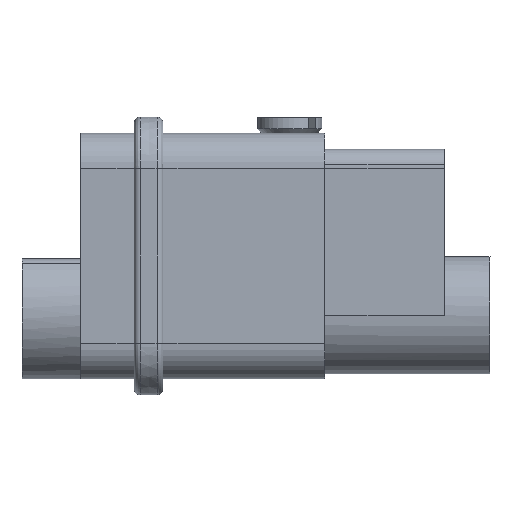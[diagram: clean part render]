
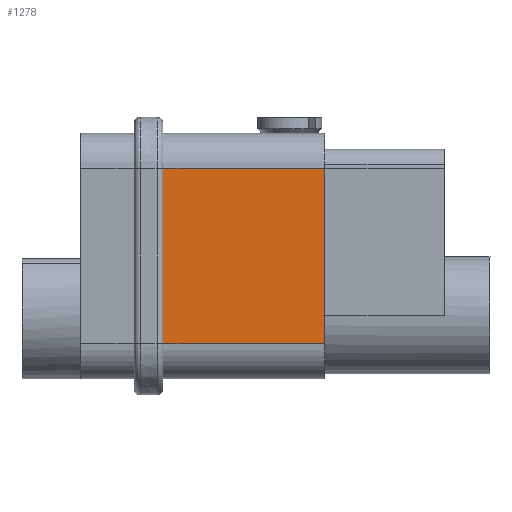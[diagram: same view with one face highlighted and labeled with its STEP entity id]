
A CAD part, left-side view. The second image highlights one B-rep face of the part: STEP entity #1278.
In plain terms, the highlighted planar face has unit normal (-1, 0, 0).
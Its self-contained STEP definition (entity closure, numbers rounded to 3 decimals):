
#1278=ADVANCED_FACE('',(#1858),#1543,.T.);
#1543=PLANE('',#7844);
#1858=FACE_OUTER_BOUND('',#2267,.T.);
#2267=EDGE_LOOP('',(#3825,#3826,#3827,#3828,#3829,#3830));
#3825=ORIENTED_EDGE('',*,*,#5618,.T.);
#3826=ORIENTED_EDGE('',*,*,#5156,.F.);
#3827=ORIENTED_EDGE('',*,*,#5619,.T.);
#3828=ORIENTED_EDGE('',*,*,#5150,.T.);
#3829=ORIENTED_EDGE('',*,*,#5620,.T.);
#3830=ORIENTED_EDGE('',*,*,#5607,.T.);
#4428=VERTEX_POINT('',#10781);
#4429=VERTEX_POINT('',#10783);
#4431=VERTEX_POINT('',#10789);
#4434=VERTEX_POINT('',#10794);
#4731=VERTEX_POINT('',#12267);
#4733=VERTEX_POINT('',#12271);
#5150=EDGE_CURVE('',#4429,#4428,#6195,.T.);
#5156=EDGE_CURVE('',#4434,#4431,#6198,.T.);
#5607=EDGE_CURVE('',#4731,#4733,#6504,.T.);
#5618=EDGE_CURVE('',#4733,#4431,#6512,.T.);
#5619=EDGE_CURVE('',#4434,#4429,#6513,.T.);
#5620=EDGE_CURVE('',#4428,#4731,#6514,.T.);
#6195=LINE('',#10782,#6858);
#6198=LINE('',#10795,#6861);
#6504=LINE('',#12272,#7167);
#6512=LINE('',#12337,#7175);
#6513=LINE('',#12339,#7176);
#6514=LINE('',#12340,#7177);
#6858=VECTOR('',#8540,1.);
#6861=VECTOR('',#8551,1.);
#7167=VECTOR('',#9419,1.);
#7175=VECTOR('',#9439,1.);
#7176=VECTOR('',#9442,1.);
#7177=VECTOR('',#9443,1.);
#7844=AXIS2_PLACEMENT_3D('',#12341,#9444,#9445);
#8540=DIRECTION('',(0.,1.,0.));
#8551=DIRECTION('',(0.,1.,0.));
#9419=DIRECTION('',(0.,0.,-1.));
#9439=DIRECTION('',(0.,0.,-1.));
#9442=DIRECTION('',(0.,0.,1.));
#9443=DIRECTION('',(0.,0.,-1.));
#9444=DIRECTION('',(-1.,0.,0.));
#9445=DIRECTION('',(0.,0.,1.));
#10781=CARTESIAN_POINT('',(-10.475,6.171,7.375));
#10782=CARTESIAN_POINT('',(-10.475,-7.65,7.375));
#10783=CARTESIAN_POINT('',(-10.475,-7.65,7.375));
#10789=CARTESIAN_POINT('',(-10.475,6.171,-7.575));
#10794=CARTESIAN_POINT('',(-10.475,-7.65,-7.575));
#10795=CARTESIAN_POINT('',(-10.475,-7.65,-7.575));
#12267=CARTESIAN_POINT('',(-10.475,6.171,7.35));
#12271=CARTESIAN_POINT('',(-10.475,6.171,-7.55));
#12272=CARTESIAN_POINT('',(-10.475,6.171,7.35));
#12337=CARTESIAN_POINT('',(-10.475,6.171,-7.55));
#12339=CARTESIAN_POINT('',(-10.475,-7.65,-7.575));
#12340=CARTESIAN_POINT('',(-10.475,6.171,7.375));
#12341=CARTESIAN_POINT('',(-10.475,-17.85,-7.575));
